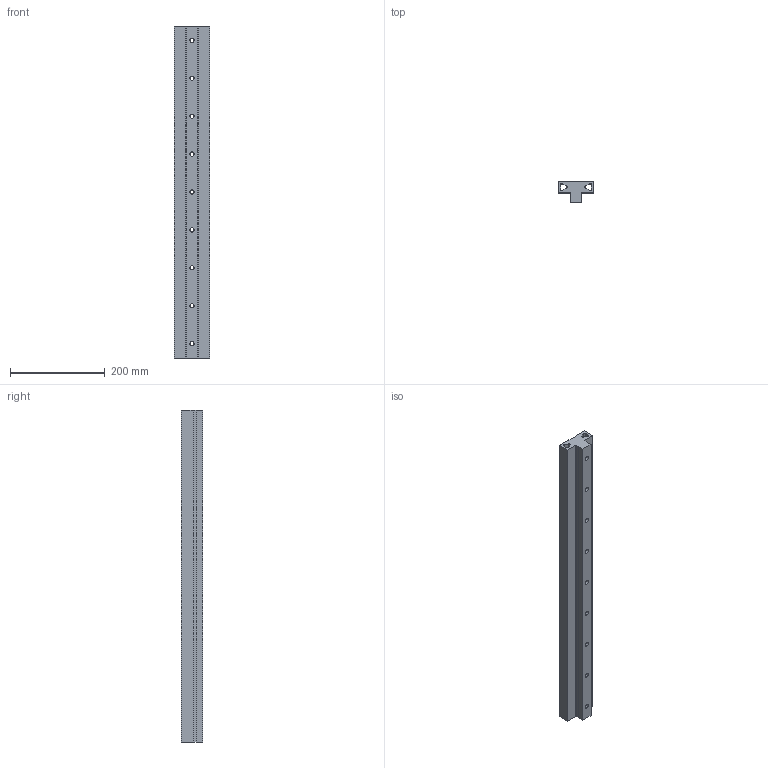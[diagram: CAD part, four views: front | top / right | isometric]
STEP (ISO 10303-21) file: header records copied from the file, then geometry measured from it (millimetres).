
FILE_DESCRIPTION (( 'STEP AP214' ), '1' );
FILE_NAME ('44S75700_AirWayGuideRail_700mm.STEP', '2016-01-13T20:46:28', ( '' ), ( '' ), 'SwSTEP 2.0', 'SolidWorks 2015', '' );
FILE_SCHEMA (( 'AUTOMOTIVE_DESIGN' ));
Length unit declared in the file: millimetre
Products named in the file (1): 44S75700_AirWayGuideRail_700mm
Bounding box: 75 x 45 x 700 mm (x, y, z)
Volume: 1409207.2 mm3; surface area: 249739.7 mm2
Topology: 1 solids, 1 shells, 80 faces, 207 edges, 138 vertices
Faces by surface type: cylinder 47, plane 33
Entity records: 2563 total; most frequent: DIRECTION 463, CARTESIAN_POINT 426, ORIENTED_EDGE 414, EDGE_CURVE 207, AXIS2_PLACEMENT_3D 175, VERTEX_POINT 138, LINE 113, VECTOR 113
